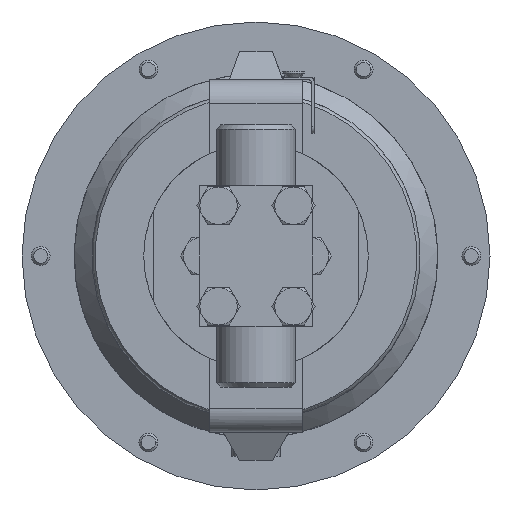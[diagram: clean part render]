
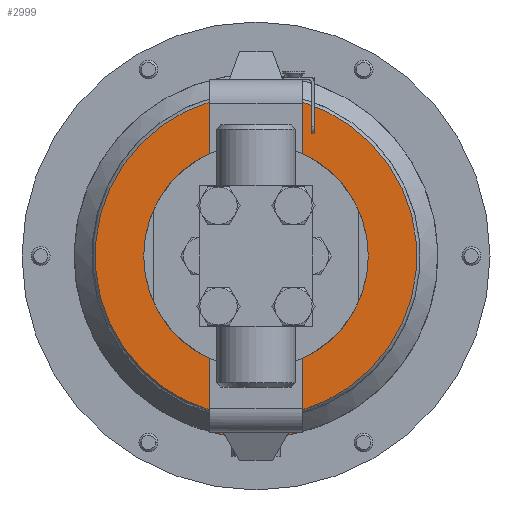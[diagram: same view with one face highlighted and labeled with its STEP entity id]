
A CAD part, front view. The second image highlights one B-rep face of the part: STEP entity #2999.
In plain terms, the highlighted planar face has unit normal (0, -1, 0).
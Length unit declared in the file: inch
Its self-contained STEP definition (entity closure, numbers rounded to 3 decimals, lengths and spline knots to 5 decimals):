
#5 = DIRECTION ( 'NONE',  ( 0., 0., -1. ) ) ;
#118 = DIRECTION ( 'NONE',  ( 0., -1., 0. ) ) ;
#200 = CARTESIAN_POINT ( 'NONE',  ( 0.585, 8.332, 2.11301 ) ) ;
#394 = EDGE_CURVE ( 'NONE', #13395, #25489, #23679, .T. ) ;
#634 = CIRCLE ( 'NONE', #11282, 1.5 ) ;
#660 = CARTESIAN_POINT ( 'NONE',  ( 0., 8.332, 0. ) ) ;
#748 = CARTESIAN_POINT ( 'NONE',  ( -0.46, 8.332, 0. ) ) ;
#991 = DIRECTION ( 'NONE',  ( 0., 1., 0. ) ) ;
#1422 = DIRECTION ( 'NONE',  ( 0., 0., -1. ) ) ;
#1494 = EDGE_CURVE ( 'NONE', #6566, #2511, #13593, .T. ) ;
#1609 = DIRECTION ( 'NONE',  ( 0., 0., 1. ) ) ;
#1829 = EDGE_CURVE ( 'NONE', #9874, #13395, #15251, .T. ) ;
#1846 = ORIENTED_EDGE ( 'NONE', *, *, #21256, .T. ) ;
#2446 = EDGE_CURVE ( 'NONE', #12609, #9874, #24322, .T. ) ;
#2511 = VERTEX_POINT ( 'NONE', #20645 ) ;
#2729 = EDGE_CURVE ( 'NONE', #8253, #6566, #16628, .T. ) ;
#2966 = DIRECTION ( 'NONE',  ( 0., 0., -1. ) ) ;
#2999 = ADVANCED_FACE ( 'NONE', ( #19773, #20437 ), #26975, .F. ) ;
#3111 = CARTESIAN_POINT ( 'NONE',  ( -0.585, 8.332, 2.11301 ) ) ;
#3391 = AXIS2_PLACEMENT_3D ( 'NONE', #660, #118, #5 ) ;
#3643 = EDGE_CURVE ( 'NONE', #21867, #19956, #25248, .T. ) ;
#4037 = CARTESIAN_POINT ( 'NONE',  ( 0., 8.332, 0. ) ) ;
#4197 = DIRECTION ( 'NONE',  ( 0., -1., 0. ) ) ;
#4366 = DIRECTION ( 'NONE',  ( 0., 0., -1. ) ) ;
#4453 = EDGE_CURVE ( 'NONE', #17920, #12609, #17246, .T. ) ;
#4988 = ORIENTED_EDGE ( 'NONE', *, *, #22856, .F. ) ;
#5243 = CARTESIAN_POINT ( 'NONE',  ( -1.5, 8.332, 0. ) ) ;
#5742 = AXIS2_PLACEMENT_3D ( 'NONE', #21750, #21785, #21808 ) ;
#6197 = VECTOR ( 'NONE', #18248, 39.37008 ) ;
#6409 = EDGE_CURVE ( 'NONE', #25489, #8253, #23627, .T. ) ;
#6448 = VECTOR ( 'NONE', #2966, 39.37008 ) ;
#6566 = VERTEX_POINT ( 'NONE', #10786 ) ;
#7041 = ORIENTED_EDGE ( 'NONE', *, *, #4453, .T. ) ;
#7229 = CARTESIAN_POINT ( 'NONE',  ( 0., 8.332, -2.4285 ) ) ;
#7892 = CARTESIAN_POINT ( 'NONE',  ( -0.585, 8.332, 2.06757 ) ) ;
#8253 = VERTEX_POINT ( 'NONE', #7892 ) ;
#8537 = ORIENTED_EDGE ( 'NONE', *, *, #3643, .F. ) ;
#9110 = DIRECTION ( 'NONE',  ( 0., 0., -1. ) ) ;
#9115 = CARTESIAN_POINT ( 'NONE',  ( -0.585, 8.332, 2.11301 ) ) ;
#9837 = CARTESIAN_POINT ( 'NONE',  ( 0.585, 8.332, 2.11301 ) ) ;
#9874 = VERTEX_POINT ( 'NONE', #24942 ) ;
#10227 = CIRCLE ( 'NONE', #5742, 2.4285 ) ;
#10786 = CARTESIAN_POINT ( 'NONE',  ( -0.585, 8.332, -2.06757 ) ) ;
#11282 = AXIS2_PLACEMENT_3D ( 'NONE', #15595, #15655, #15692 ) ;
#12463 = EDGE_LOOP ( 'NONE', ( #25463, #23552, #13658, #13093, #16447, #20393, #1846, #21657, #7041 ) ) ;
#12609 = VERTEX_POINT ( 'NONE', #21840 ) ;
#13009 = VECTOR ( 'NONE', #1609, 39.37008 ) ;
#13093 = ORIENTED_EDGE ( 'NONE', *, *, #6409, .T. ) ;
#13395 = VERTEX_POINT ( 'NONE', #9837 ) ;
#13593 = LINE ( 'NONE', #9115, #23946 ) ;
#13658 = ORIENTED_EDGE ( 'NONE', *, *, #394, .T. ) ;
#15113 = CARTESIAN_POINT ( 'NONE',  ( -0.585, 8.332, 2.11301 ) ) ;
#15251 = LINE ( 'NONE', #18746, #6197 ) ;
#15595 = CARTESIAN_POINT ( 'NONE',  ( 0., 8.332, 0. ) ) ;
#15655 = DIRECTION ( 'NONE',  ( 0., -1., 0. ) ) ;
#15692 = DIRECTION ( 'NONE',  ( -1., 0., 0. ) ) ;
#16447 = ORIENTED_EDGE ( 'NONE', *, *, #2729, .T. ) ;
#16628 = CIRCLE ( 'NONE', #22699, 2.14874 ) ;
#17246 = LINE ( 'NONE', #200, #13009 ) ;
#17532 = CARTESIAN_POINT ( 'NONE',  ( 0., 8.332, 0. ) ) ;
#17668 = DIRECTION ( 'NONE',  ( 0., -1., 0. ) ) ;
#17721 = DIRECTION ( 'NONE',  ( 0., 0., -1. ) ) ;
#17920 = VERTEX_POINT ( 'NONE', #26652 ) ;
#18248 = DIRECTION ( 'NONE',  ( 0., 0., 1. ) ) ;
#18323 = EDGE_CURVE ( 'NONE', #25782, #17920, #23296, .T. ) ;
#18746 = CARTESIAN_POINT ( 'NONE',  ( 0.585, 8.332, 2.11301 ) ) ;
#19773 = FACE_BOUND ( 'NONE', #26550, .T. ) ;
#19956 = VERTEX_POINT ( 'NONE', #22190 ) ;
#20393 = ORIENTED_EDGE ( 'NONE', *, *, #1494, .T. ) ;
#20437 = FACE_OUTER_BOUND ( 'NONE', #12463, .T. ) ;
#20645 = CARTESIAN_POINT ( 'NONE',  ( -0.585, 8.332, -2.35699 ) ) ;
#21256 = EDGE_CURVE ( 'NONE', #2511, #25782, #10227, .T. ) ;
#21657 = ORIENTED_EDGE ( 'NONE', *, *, #18323, .T. ) ;
#21750 = CARTESIAN_POINT ( 'NONE',  ( 0., 8.332, 0. ) ) ;
#21785 = DIRECTION ( 'NONE',  ( 0., -1., 0. ) ) ;
#21808 = DIRECTION ( 'NONE',  ( 0., 0., -1. ) ) ;
#21840 = CARTESIAN_POINT ( 'NONE',  ( 0.585, 8.332, -2.06757 ) ) ;
#21867 = VERTEX_POINT ( 'NONE', #5243 ) ;
#22056 = CARTESIAN_POINT ( 'NONE',  ( 0., 8.332, 0. ) ) ;
#22190 = CARTESIAN_POINT ( 'NONE',  ( 1.5, 8.332, 0. ) ) ;
#22371 = AXIS2_PLACEMENT_3D ( 'NONE', #748, #991, #1422 ) ;
#22552 = DIRECTION ( 'NONE',  ( -1., 0., 0. ) ) ;
#22555 = DIRECTION ( 'NONE',  ( 0., -1., 0. ) ) ;
#22699 = AXIS2_PLACEMENT_3D ( 'NONE', #17532, #17668, #17721 ) ;
#22856 = EDGE_CURVE ( 'NONE', #19956, #21867, #634, .T. ) ;
#23073 = AXIS2_PLACEMENT_3D ( 'NONE', #23688, #24456, #24488 ) ;
#23296 = CIRCLE ( 'NONE', #24569, 2.4285 ) ;
#23552 = ORIENTED_EDGE ( 'NONE', *, *, #1829, .T. ) ;
#23627 = LINE ( 'NONE', #3111, #6448 ) ;
#23679 = CIRCLE ( 'NONE', #3391, 2.1925 ) ;
#23688 = CARTESIAN_POINT ( 'NONE',  ( 0., 8.332, 0. ) ) ;
#23946 = VECTOR ( 'NONE', #9110, 39.37008 ) ;
#24322 = CIRCLE ( 'NONE', #23073, 2.14874 ) ;
#24456 = DIRECTION ( 'NONE',  ( 0., -1., 0. ) ) ;
#24488 = DIRECTION ( 'NONE',  ( 0., 0., -1. ) ) ;
#24569 = AXIS2_PLACEMENT_3D ( 'NONE', #4037, #4197, #4366 ) ;
#24942 = CARTESIAN_POINT ( 'NONE',  ( 0.585, 8.332, 2.06757 ) ) ;
#25248 = CIRCLE ( 'NONE', #26070, 1.5 ) ;
#25463 = ORIENTED_EDGE ( 'NONE', *, *, #2446, .T. ) ;
#25489 = VERTEX_POINT ( 'NONE', #15113 ) ;
#25782 = VERTEX_POINT ( 'NONE', #7229 ) ;
#26070 = AXIS2_PLACEMENT_3D ( 'NONE', #22056, #22555, #22552 ) ;
#26550 = EDGE_LOOP ( 'NONE', ( #8537, #4988 ) ) ;
#26652 = CARTESIAN_POINT ( 'NONE',  ( 0.585, 8.332, -2.35699 ) ) ;
#26975 = PLANE ( 'NONE',  #22371 ) ;
